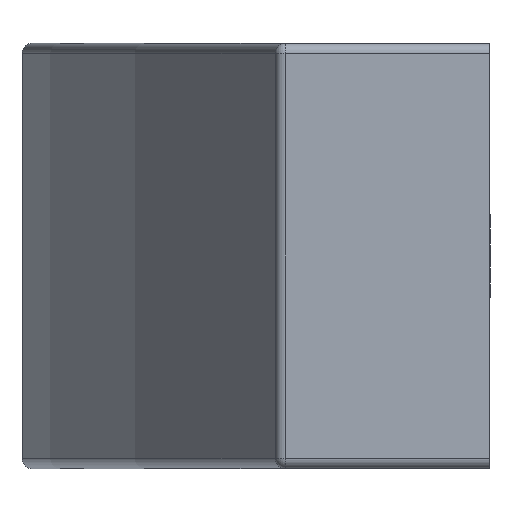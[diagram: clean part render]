
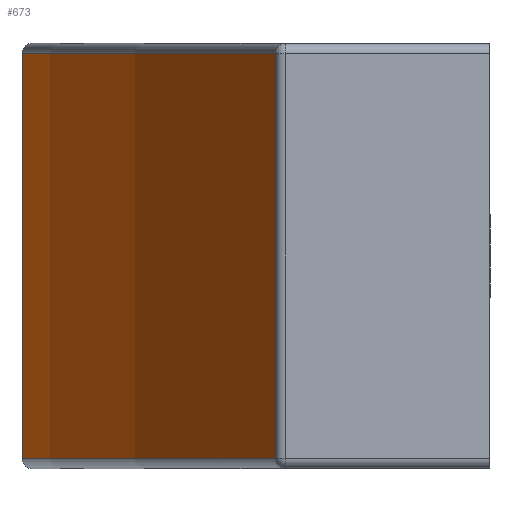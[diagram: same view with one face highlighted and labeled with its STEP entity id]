
A CAD part, left-side view. The second image highlights one B-rep face of the part: STEP entity #673.
In plain terms, the highlighted cylindrical face has radius 314.167 mm (diameter 628.333 mm), a partial arc.
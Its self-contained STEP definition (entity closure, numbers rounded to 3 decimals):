
#16 = CARTESIAN_POINT ( 'NONE',  ( 85.636, 10.103, 10. ) ) ;
#40 = CIRCLE ( 'NONE', #644, 314.167 ) ;
#47 = VECTOR ( 'NONE', #1001, 1000. ) ;
#51 = EDGE_CURVE ( 'NONE', #386, #1003, #1075, .T. ) ;
#103 = VERTEX_POINT ( 'NONE', #272 ) ;
#123 = CARTESIAN_POINT ( 'NONE',  ( 0., -292.167, 10. ) ) ;
#131 = EDGE_CURVE ( 'NONE', #1003, #103, #40, .T. ) ;
#139 = DIRECTION ( 'NONE',  ( -1., 0., 0. ) ) ;
#168 = CARTESIAN_POINT ( 'NONE',  ( 0., -292.167, 9.5 ) ) ;
#203 = EDGE_CURVE ( 'NONE', #1150, #386, #647, .T. ) ;
#272 = CARTESIAN_POINT ( 'NONE',  ( 85.636, 10.103, 9.5 ) ) ;
#325 = ORIENTED_EDGE ( 'NONE', *, *, #131, .T. ) ;
#386 = VERTEX_POINT ( 'NONE', #981 ) ;
#394 = ORIENTED_EDGE ( 'NONE', *, *, #203, .T. ) ;
#436 = ORIENTED_EDGE ( 'NONE', *, *, #529, .T. ) ;
#513 = DIRECTION ( 'NONE',  ( 0., 0., -1. ) ) ;
#529 = EDGE_CURVE ( 'NONE', #103, #1150, #1176, .T. ) ;
#572 = DIRECTION ( 'NONE',  ( 0., 0., 1. ) ) ;
#600 = FACE_OUTER_BOUND ( 'NONE', #1160, .T. ) ;
#638 = CARTESIAN_POINT ( 'NONE',  ( 85.636, 10.103, -9.5 ) ) ;
#644 = AXIS2_PLACEMENT_3D ( 'NONE', #168, #1236, #1042 ) ;
#647 = CIRCLE ( 'NONE', #883, 314.167 ) ;
#673 = ADVANCED_FACE ( 'NONE', ( #600 ), #1002, .T. ) ;
#827 = CARTESIAN_POINT ( 'NONE',  ( -85.636, 10.103, 9.5 ) ) ;
#863 = VECTOR ( 'NONE', #572, 1000. ) ;
#883 = AXIS2_PLACEMENT_3D ( 'NONE', #1205, #1028, #921 ) ;
#921 = DIRECTION ( 'NONE',  ( -1., 0., 0. ) ) ;
#981 = CARTESIAN_POINT ( 'NONE',  ( -85.636, 10.103, -9.5 ) ) ;
#987 = AXIS2_PLACEMENT_3D ( 'NONE', #123, #513, #139 ) ;
#1001 = DIRECTION ( 'NONE',  ( 0., 0., -1. ) ) ;
#1002 = CYLINDRICAL_SURFACE ( 'NONE', #987, 314.167 ) ;
#1003 = VERTEX_POINT ( 'NONE', #827 ) ;
#1028 = DIRECTION ( 'NONE',  ( 0., 0., 1. ) ) ;
#1042 = DIRECTION ( 'NONE',  ( -1., 0., 0. ) ) ;
#1067 = ORIENTED_EDGE ( 'NONE', *, *, #51, .T. ) ;
#1075 = LINE ( 'NONE', #1159, #863 ) ;
#1150 = VERTEX_POINT ( 'NONE', #638 ) ;
#1159 = CARTESIAN_POINT ( 'NONE',  ( -85.636, 10.103, 10. ) ) ;
#1160 = EDGE_LOOP ( 'NONE', ( #325, #436, #394, #1067 ) ) ;
#1176 = LINE ( 'NONE', #16, #47 ) ;
#1205 = CARTESIAN_POINT ( 'NONE',  ( 0., -292.167, -9.5 ) ) ;
#1236 = DIRECTION ( 'NONE',  ( 0., 0., -1. ) ) ;
